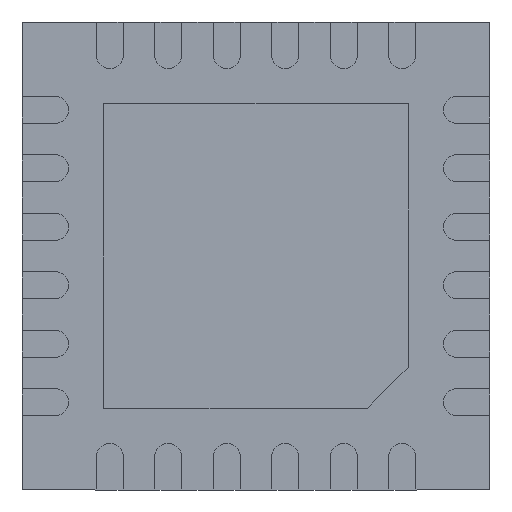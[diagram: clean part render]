
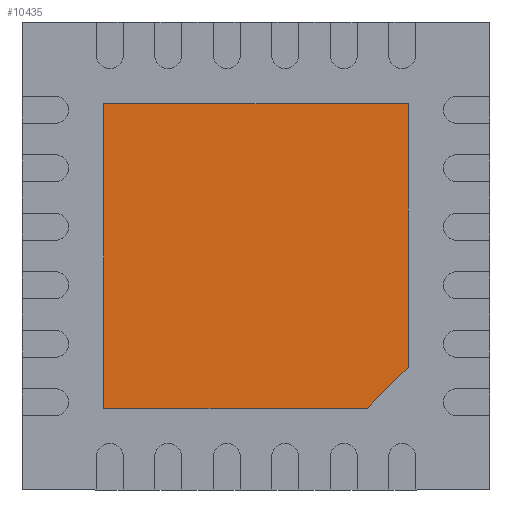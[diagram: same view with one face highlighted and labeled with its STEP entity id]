
A CAD part, front view. The second image highlights one B-rep face of the part: STEP entity #10435.
In plain terms, the highlighted planar face has unit normal (0, -1, 0).
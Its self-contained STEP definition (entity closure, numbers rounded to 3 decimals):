
#89 = FACE_OUTER_BOUND ( 'NONE', #10192, .T. ) ;
#234 = PLANE ( 'NONE',  #352 ) ;
#352 = AXIS2_PLACEMENT_3D ( 'NONE', #3431, #2616, #5127 ) ;
#519 = LINE ( 'NONE', #742, #7131 ) ;
#742 = CARTESIAN_POINT ( 'NONE',  ( 1.3, -0.365, -2. ) ) ;
#914 = CARTESIAN_POINT ( 'NONE',  ( 2., -0.365, 1.3 ) ) ;
#1583 = VECTOR ( 'NONE', #5187, 1000. ) ;
#2616 = DIRECTION ( 'NONE',  ( 0., -1., 0. ) ) ;
#2843 = ORIENTED_EDGE ( 'NONE', *, *, #8204, .F. ) ;
#3240 = CARTESIAN_POINT ( 'NONE',  ( -1.3, -0.365, 1.3 ) ) ;
#3248 = CARTESIAN_POINT ( 'NONE',  ( 1.125, -0.365, -1.125 ) ) ;
#3431 = CARTESIAN_POINT ( 'NONE',  ( 2., -0.365, -2. ) ) ;
#3653 = VERTEX_POINT ( 'NONE', #3240 ) ;
#3833 = ORIENTED_EDGE ( 'NONE', *, *, #9188, .F. ) ;
#4012 = CARTESIAN_POINT ( 'NONE',  ( -1.3, -0.365, -2. ) ) ;
#4319 = VECTOR ( 'NONE', #7236, 1000. ) ;
#4515 = VECTOR ( 'NONE', #6652, 1000. ) ;
#4820 = CARTESIAN_POINT ( 'NONE',  ( 2., -0.365, -1.3 ) ) ;
#5111 = DIRECTION ( 'NONE',  ( 0., 0., -1. ) ) ;
#5113 = EDGE_CURVE ( 'NONE', #6540, #6378, #5650, .T. ) ;
#5127 = DIRECTION ( 'NONE',  ( 0., 0., -1. ) ) ;
#5187 = DIRECTION ( 'NONE',  ( 0., 0., 1. ) ) ;
#5650 = LINE ( 'NONE', #4820, #4319 ) ;
#5954 = ORIENTED_EDGE ( 'NONE', *, *, #5113, .F. ) ;
#6378 = VERTEX_POINT ( 'NONE', #9892 ) ;
#6384 = VERTEX_POINT ( 'NONE', #7108 ) ;
#6540 = VERTEX_POINT ( 'NONE', #10061 ) ;
#6652 = DIRECTION ( 'NONE',  ( -0.707, 0., -0.707 ) ) ;
#6696 = CARTESIAN_POINT ( 'NONE',  ( 1.3, -0.365, -0.95 ) ) ;
#7108 = CARTESIAN_POINT ( 'NONE',  ( 1.3, -0.365, 1.3 ) ) ;
#7131 = VECTOR ( 'NONE', #5111, 1000. ) ;
#7236 = DIRECTION ( 'NONE',  ( -1., 0., 0. ) ) ;
#7514 = VERTEX_POINT ( 'NONE', #6696 ) ;
#8204 = EDGE_CURVE ( 'NONE', #6378, #3653, #8207, .T. ) ;
#8207 = LINE ( 'NONE', #4012, #1583 ) ;
#8494 = EDGE_CURVE ( 'NONE', #6384, #7514, #519, .T. ) ;
#8510 = LINE ( 'NONE', #914, #10656 ) ;
#8681 = ORIENTED_EDGE ( 'NONE', *, *, #8821, .F. ) ;
#8821 = EDGE_CURVE ( 'NONE', #7514, #6540, #10773, .T. ) ;
#9188 = EDGE_CURVE ( 'NONE', #3653, #6384, #8510, .T. ) ;
#9318 = DIRECTION ( 'NONE',  ( 1., 0., 0. ) ) ;
#9892 = CARTESIAN_POINT ( 'NONE',  ( -1.3, -0.365, -1.3 ) ) ;
#9982 = ORIENTED_EDGE ( 'NONE', *, *, #8494, .F. ) ;
#10061 = CARTESIAN_POINT ( 'NONE',  ( 0.95, -0.365, -1.3 ) ) ;
#10192 = EDGE_LOOP ( 'NONE', ( #9982, #3833, #2843, #5954, #8681 ) ) ;
#10435 = ADVANCED_FACE ( 'NONE', ( #89 ), #234, .T. ) ;
#10656 = VECTOR ( 'NONE', #9318, 1000. ) ;
#10773 = LINE ( 'NONE', #3248, #4515 ) ;
